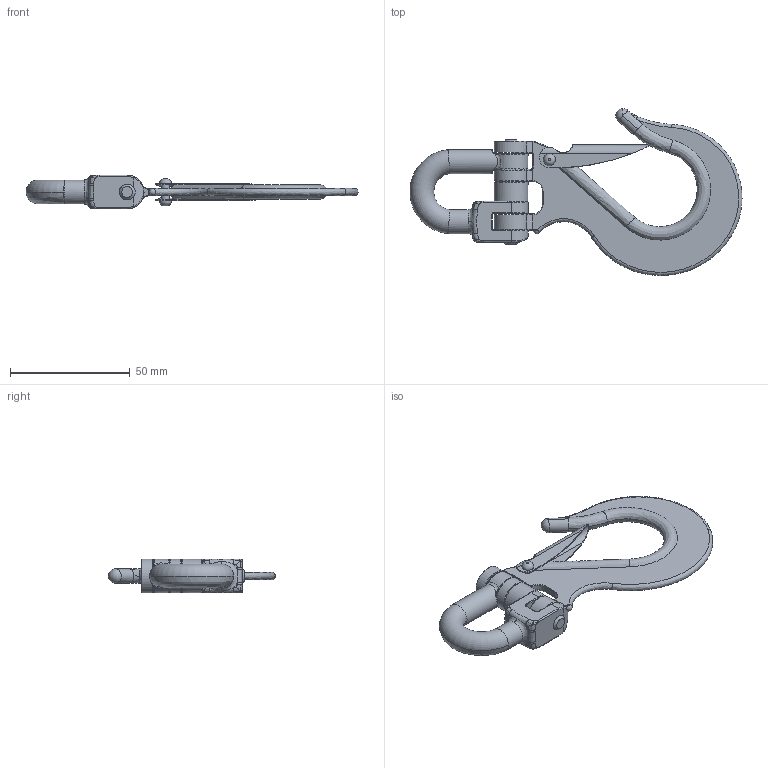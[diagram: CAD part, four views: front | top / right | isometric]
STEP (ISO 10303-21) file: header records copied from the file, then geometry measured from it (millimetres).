
FILE_DESCRIPTION(('STEP AP214'), '1');
FILE_NAME('署铌', '2021-10-01T07:46:27', ('AAA '), (''), 'ASCON STEP Converter 1.3', 'ASCON Math Kernel', '');
FILE_SCHEMA(('AUTOMOTIVE_DESIGN { 1 0 10303 214 3 1 1}'));
Length unit declared in the file: millimetre
Bounding box: 138.36 x 69.66 x 14 mm (x, y, z)
Volume: 24097 mm3; surface area: 13952.4 mm2
Topology: 1 solids, 1 shells, 246 faces, 641 edges, 388 vertices
Faces by surface type: cylinder 72, bspline 68, torus 53, plane 49, sphere 2, cone 2
Full cylindrical faces by diameter (mm): 3.2 x3, 4 x1, 6.6 x3, 10 x2, 14 x1
Entity records: 23199 total; most frequent: CARTESIAN_POINT 15865, ORIENTED_EDGE 1230, DIRECTION 932, EDGE_CURVE 615, AXIS2_PLACEMENT_3D 401, VERTEX_POINT 387, EDGE_LOOP 276, FACE_BOUND 254
